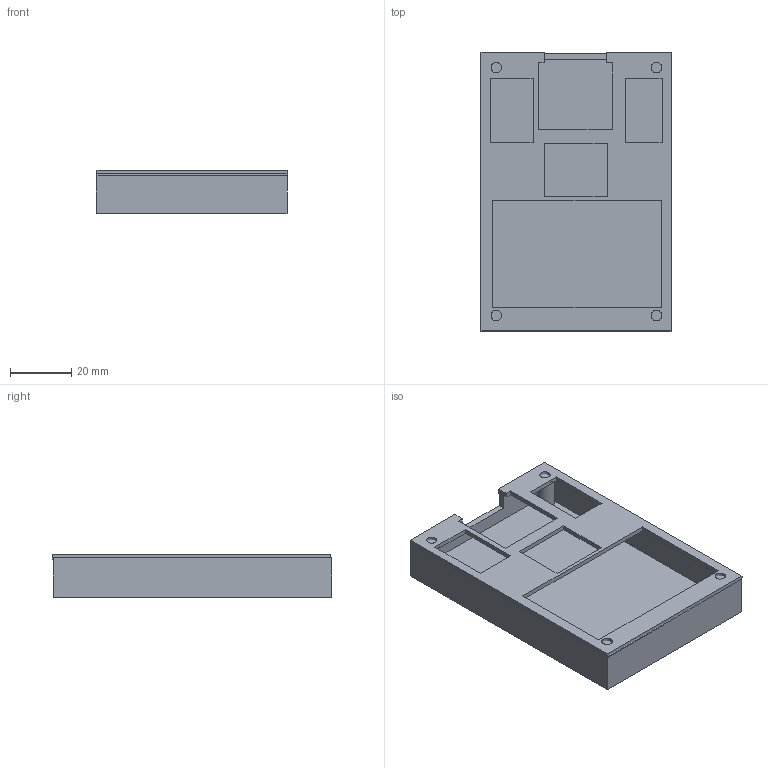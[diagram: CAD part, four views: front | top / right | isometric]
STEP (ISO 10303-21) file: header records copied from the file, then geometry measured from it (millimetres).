
FILE_DESCRIPTION(/* description */ (''),/* implementation_level */ '2;1');
FILE_NAME(/* name */ 'ABC111cad1.step',/* time_stamp */ '2025-12-07T14:22:23-06:00',/* author */ (''),/* organization */ (''),/* preprocessor_version */ 'ST-DEVELOPER v20.1',/* originating_system */ 'Autodesk Translation Framework v14.21.0.0',/* authorisation */ '');
FILE_SCHEMA (('AUTOMOTIVE_DESIGN { 1 0 10303 214 3 1 1 }'));
Length unit declared in the file: millimetre
Products named in the file (3): 2025-11-27-00-55-57-840; 2025-12-06-17-31-30-794; 2025-12-06-17-31-31-014
Assembly tree (2 placements, depth 2):
  2025-11-27-00-55-57-840
    2025-12-06-17-31-30-794
    2025-12-06-17-31-31-014
Bounding box: 62.43 x 90.99 x 14 mm (x, y, z)
Volume: 27053 mm3; surface area: 24265.2 mm2
Topology: 2 solids, 2 shells, 75 faces, 189 edges, 110 vertices
Faces by surface type: plane 63, cylinder 12
Full cylindrical faces by diameter (mm): 3.4 x4
Entity records: 2296 total; most frequent: CARTESIAN_POINT 379, ORIENTED_EDGE 378, DIRECTION 373, EDGE_CURVE 189, LINE 165, VECTOR 165, VERTEX_POINT 110, AXIS2_PLACEMENT_3D 104
